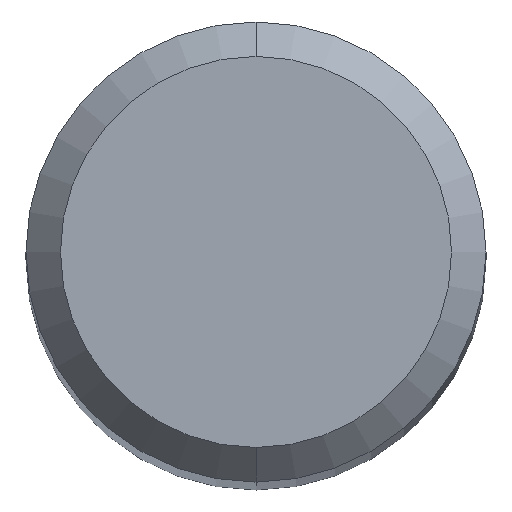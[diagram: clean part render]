
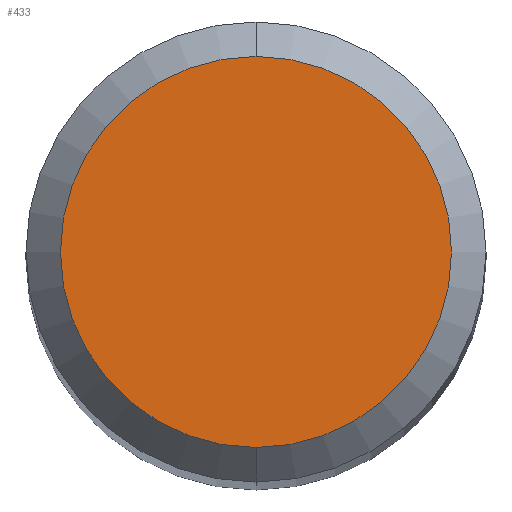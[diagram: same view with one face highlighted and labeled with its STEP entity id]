
A CAD part, top view. The second image highlights one B-rep face of the part: STEP entity #433.
In plain terms, the highlighted planar face has unit normal (0, 0, 1).
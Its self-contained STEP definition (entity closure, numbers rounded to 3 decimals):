
#433=ADVANCED_FACE('',(#1192),#1193,.T.);
#695=VERTEX_POINT('',#1480);
#995=VERTEX_POINT('',#1802);
#1071=EDGE_CURVE('',#695,#995,#1886,.T.);
#1105=EDGE_CURVE('',#995,#695,#1925,.T.);
#1192=FACE_OUTER_BOUND('',#2117,.T.);
#1193=PLANE('',#2118);
#1480=CARTESIAN_POINT('',(0.0,1.7,0.0));
#1802=CARTESIAN_POINT('',(0.,-1.7,0.0));
#1886=CIRCLE('',#4715,1.7);
#1925=CIRCLE('',#5011,1.7);
#2117=EDGE_LOOP('',(#5238,#5239));
#2118=AXIS2_PLACEMENT_3D('',#5240,#5241,#5242);
#4715=AXIS2_PLACEMENT_3D('',#5966,#5967,#5968);
#5011=AXIS2_PLACEMENT_3D('',#6018,#6019,#6020);
#5238=ORIENTED_EDGE('',*,*,#1071,.F.);
#5239=ORIENTED_EDGE('',*,*,#1105,.F.);
#5240=CARTESIAN_POINT('',(0.0,0.85,0.0));
#5241=DIRECTION('',(-0.0,0.0,1.0));
#5242=DIRECTION('',(0.0,-1.0,0.0));
#5966=CARTESIAN_POINT('',(0.0,0.0,0.0));
#5967=DIRECTION('',(0.0,0.0,-1.0));
#5968=DIRECTION('',(0.0,1.0,0.0));
#6018=CARTESIAN_POINT('',(0.0,0.0,0.0));
#6019=DIRECTION('',(0.0,0.0,-1.0));
#6020=DIRECTION('',(0.0,1.0,0.0));
